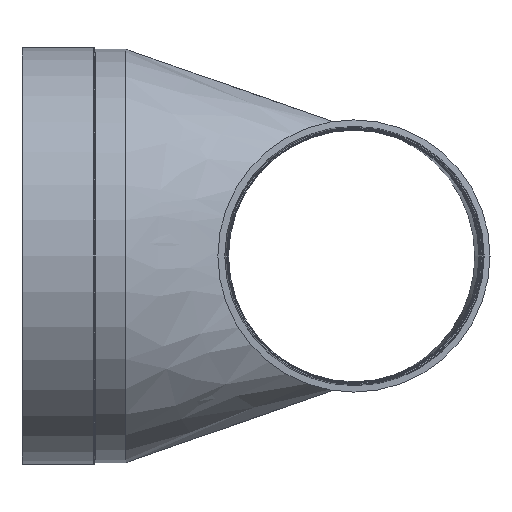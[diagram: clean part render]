
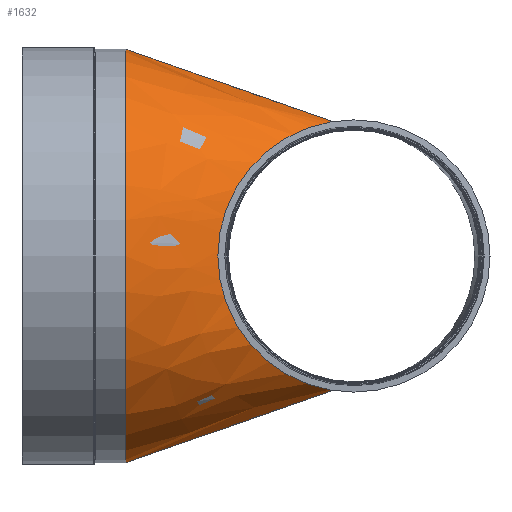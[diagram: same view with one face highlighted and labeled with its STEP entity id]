
A CAD part, left-side view. The second image highlights one B-rep face of the part: STEP entity #1632.
In plain terms, the highlighted free-form (B-spline) face has degree [3, 3] with [18, 4] control points.
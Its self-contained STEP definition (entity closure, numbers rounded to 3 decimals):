
#291=ELLIPSE('',#1777,175.161,126.);
#300=CIRCLE('',#1776,201.);
#423=B_SPLINE_SURFACE_WITH_KNOTS('',3,3,((#2796,#2797,#2798,#2799),(#2800,
#2801,#2802,#2803),(#2804,#2805,#2806,#2807),(#2808,#2809,#2810,#2811),
(#2812,#2813,#2814,#2815),(#2816,#2817,#2818,#2819),(#2820,#2821,#2822,
#2823),(#2824,#2825,#2826,#2827),(#2828,#2829,#2830,#2831),(#2832,#2833,
#2834,#2835),(#2836,#2837,#2838,#2839),(#2840,#2841,#2842,#2843),(#2844,
#2845,#2846,#2847),(#2848,#2849,#2850,#2851),(#2852,#2853,#2854,#2855),
(#2856,#2857,#2858,#2859),(#2860,#2861,#2862,#2863),(#2864,#2865,#2866,
#2867)),.UNSPECIFIED.,.F.,.F.,.F.,(4,1,1,1,1,1,1,1,1,1,1,1,1,1,1,4),(4,
4),(0.,0.071,0.143,0.19,0.286,
0.333,0.429,0.476,0.571,
0.595,0.619,0.714,0.786,
0.857,0.929,1.),(0.,1.),.UNSPECIFIED.);
#579=FACE_OUTER_BOUND('',#717,.T.);
#717=EDGE_LOOP('',(#1311,#1312,#1313,#1314));
#986=LINE('',#2603,#996);
#988=LINE('',#2624,#998);
#996=VECTOR('',#2049,226.762);
#998=VECTOR('',#2053,226.762);
#1006=VERTEX_POINT('',#2601);
#1007=VERTEX_POINT('',#2602);
#1010=VERTEX_POINT('',#2622);
#1011=VERTEX_POINT('',#2623);
#1146=EDGE_CURVE('',#1006,#1007,#986,.T.);
#1150=EDGE_CURVE('',#1010,#1011,#988,.T.);
#1156=EDGE_CURVE('',#1010,#1006,#300,.T.);
#1157=EDGE_CURVE('',#1011,#1007,#291,.T.);
#1311=ORIENTED_EDGE('',*,*,#1156,.F.);
#1312=ORIENTED_EDGE('',*,*,#1150,.T.);
#1313=ORIENTED_EDGE('',*,*,#1157,.T.);
#1314=ORIENTED_EDGE('',*,*,#1146,.F.);
#1632=ADVANCED_FACE('',(#579),#423,.F.);
#1776=AXIS2_PLACEMENT_3D('',#2868,#2055,#2056);
#1777=AXIS2_PLACEMENT_3D('',#2869,#2057,#2058);
#2049=DIRECTION('',(0.,-0.944,-0.331));
#2053=DIRECTION('',(0.,-0.944,0.331));
#2055=DIRECTION('center_axis',(0.,1.,0.));
#2056=DIRECTION('ref_axis',(0.,0.,-1.));
#2057=DIRECTION('center_axis',(0.695,0.719,0.));
#2058=DIRECTION('ref_axis',(-0.719,0.695,0.));
#2601=CARTESIAN_POINT('',(0.,214.,201.));
#2602=CARTESIAN_POINT('',(0.,0.,126.));
#2603=CARTESIAN_POINT('',(0.,214.,201.));
#2622=CARTESIAN_POINT('',(0.,214.,-201.));
#2623=CARTESIAN_POINT('',(0.,0.,-126.));
#2624=CARTESIAN_POINT('',(0.,214.,-201.));
#2796=CARTESIAN_POINT('Ctrl Pts',(0.,214.,-201.));
#2797=CARTESIAN_POINT('Ctrl Pts',(0.,142.667,
-176.));
#2798=CARTESIAN_POINT('Ctrl Pts',(0.,71.333,
-151.));
#2799=CARTESIAN_POINT('Ctrl Pts',(0.,0.,
-126.));
#2800=CARTESIAN_POINT('Ctrl Pts',(-15.035,214.,-201.));
#2801=CARTESIAN_POINT('Ctrl Pts',(-13.165,145.7,-176.));
#2802=CARTESIAN_POINT('Ctrl Pts',(-11.294,77.402,-151.));
#2803=CARTESIAN_POINT('Ctrl Pts',(-9.425,9.101,-126.));
#2804=CARTESIAN_POINT('Ctrl Pts',(-45.106,214.,-197.615));
#2805=CARTESIAN_POINT('Ctrl Pts',(-39.496,151.769,-173.036));
#2806=CARTESIAN_POINT('Ctrl Pts',(-33.886,89.536,-148.458));
#2807=CARTESIAN_POINT('Ctrl Pts',(-28.276,27.305,-123.878));
#2808=CARTESIAN_POINT('Ctrl Pts',(-83.18,214.,-184.281));
#2809=CARTESIAN_POINT('Ctrl Pts',(-72.835,159.451,-161.361));
#2810=CARTESIAN_POINT('Ctrl Pts',(-62.488,104.903,-138.44));
#2811=CARTESIAN_POINT('Ctrl Pts',(-52.143,50.354,-115.52));
#2812=CARTESIAN_POINT('Ctrl Pts',(-122.361,214.,-161.674));
#2813=CARTESIAN_POINT('Ctrl Pts',(-107.142,167.358,-141.565));
#2814=CARTESIAN_POINT('Ctrl Pts',(-91.924,120.714,-121.457));
#2815=CARTESIAN_POINT('Ctrl Pts',(-76.704,74.072,-101.348));
#2816=CARTESIAN_POINT('Ctrl Pts',(-152.075,214.,-134.1));
#2817=CARTESIAN_POINT('Ctrl Pts',(-133.16,173.353,-117.421));
#2818=CARTESIAN_POINT('Ctrl Pts',(-114.245,132.707,-100.741));
#2819=CARTESIAN_POINT('Ctrl Pts',(-95.331,92.06,-84.063));
#2820=CARTESIAN_POINT('Ctrl Pts',(-180.391,214.,-92.572));
#2821=CARTESIAN_POINT('Ctrl Pts',(-157.954,179.067,-81.058));
#2822=CARTESIAN_POINT('Ctrl Pts',(-135.517,144.134,-69.544));
#2823=CARTESIAN_POINT('Ctrl Pts',(-113.081,109.201,-58.03));
#2824=CARTESIAN_POINT('Ctrl Pts',(-195.201,214.,-54.838));
#2825=CARTESIAN_POINT('Ctrl Pts',(-170.922,182.056,-48.017));
#2826=CARTESIAN_POINT('Ctrl Pts',(-146.644,150.11,-41.196));
#2827=CARTESIAN_POINT('Ctrl Pts',(-122.365,118.166,-34.376));
#2828=CARTESIAN_POINT('Ctrl Pts',(-202.685,214.,-5.135));
#2829=CARTESIAN_POINT('Ctrl Pts',(-177.476,183.565,-4.497));
#2830=CARTESIAN_POINT('Ctrl Pts',(-152.266,153.131,-3.858));
#2831=CARTESIAN_POINT('Ctrl Pts',(-127.056,122.697,-3.219));
#2832=CARTESIAN_POINT('Ctrl Pts',(-200.047,214.,30.236));
#2833=CARTESIAN_POINT('Ctrl Pts',(-175.165,183.035,26.475));
#2834=CARTESIAN_POINT('Ctrl Pts',(-150.285,152.065,22.715));
#2835=CARTESIAN_POINT('Ctrl Pts',(-125.403,121.1,18.954));
#2836=CARTESIAN_POINT('Ctrl Pts',(-192.249,214.,59.301));
#2837=CARTESIAN_POINT('Ctrl Pts',(-168.338,181.459,51.925));
#2838=CARTESIAN_POINT('Ctrl Pts',(-144.425,148.921,44.549));
#2839=CARTESIAN_POINT('Ctrl Pts',(-120.514,116.379,37.174));
#2840=CARTESIAN_POINT('Ctrl Pts',(-182.319,214.,87.706));
#2841=CARTESIAN_POINT('Ctrl Pts',(-159.642,179.457,76.797));
#2842=CARTESIAN_POINT('Ctrl Pts',(-136.966,144.911,65.888));
#2843=CARTESIAN_POINT('Ctrl Pts',(-114.289,110.368,54.98));
#2844=CARTESIAN_POINT('Ctrl Pts',(-162.045,214.,122.816));
#2845=CARTESIAN_POINT('Ctrl Pts',(-141.891,175.365,107.54));
#2846=CARTESIAN_POINT('Ctrl Pts',(-121.735,136.731,92.264));
#2847=CARTESIAN_POINT('Ctrl Pts',(-101.581,98.095,76.989));
#2848=CARTESIAN_POINT('Ctrl Pts',(-126.376,214.,158.471));
#2849=CARTESIAN_POINT('Ctrl Pts',(-110.657,168.168,138.761));
#2850=CARTESIAN_POINT('Ctrl Pts',(-94.939,122.335,119.05));
#2851=CARTESIAN_POINT('Ctrl Pts',(-79.221,76.502,99.34));
#2852=CARTESIAN_POINT('Ctrl Pts',(-87.947,214.,182.622));
#2853=CARTESIAN_POINT('Ctrl Pts',(-77.009,160.413,159.908));
#2854=CARTESIAN_POINT('Ctrl Pts',(-66.07,106.826,137.194));
#2855=CARTESIAN_POINT('Ctrl Pts',(-55.131,53.24,114.479));
#2856=CARTESIAN_POINT('Ctrl Pts',(-45.103,214.,197.612));
#2857=CARTESIAN_POINT('Ctrl Pts',(-39.493,151.768,173.033));
#2858=CARTESIAN_POINT('Ctrl Pts',(-33.883,89.536,148.455));
#2859=CARTESIAN_POINT('Ctrl Pts',(-28.274,27.303,123.876));
#2860=CARTESIAN_POINT('Ctrl Pts',(-15.035,214.,201.));
#2861=CARTESIAN_POINT('Ctrl Pts',(-13.165,145.701,176.));
#2862=CARTESIAN_POINT('Ctrl Pts',(-11.295,77.401,151.));
#2863=CARTESIAN_POINT('Ctrl Pts',(-9.425,9.101,126.));
#2864=CARTESIAN_POINT('Ctrl Pts',(0.,214.,201.));
#2865=CARTESIAN_POINT('Ctrl Pts',(0.,142.667,
176.));
#2866=CARTESIAN_POINT('Ctrl Pts',(0.,71.333,
151.));
#2867=CARTESIAN_POINT('Ctrl Pts',(0.,0.,
126.));
#2868=CARTESIAN_POINT('Origin',(0.,214.,0.));
#2869=CARTESIAN_POINT('Origin',(0.,0.,0.));
